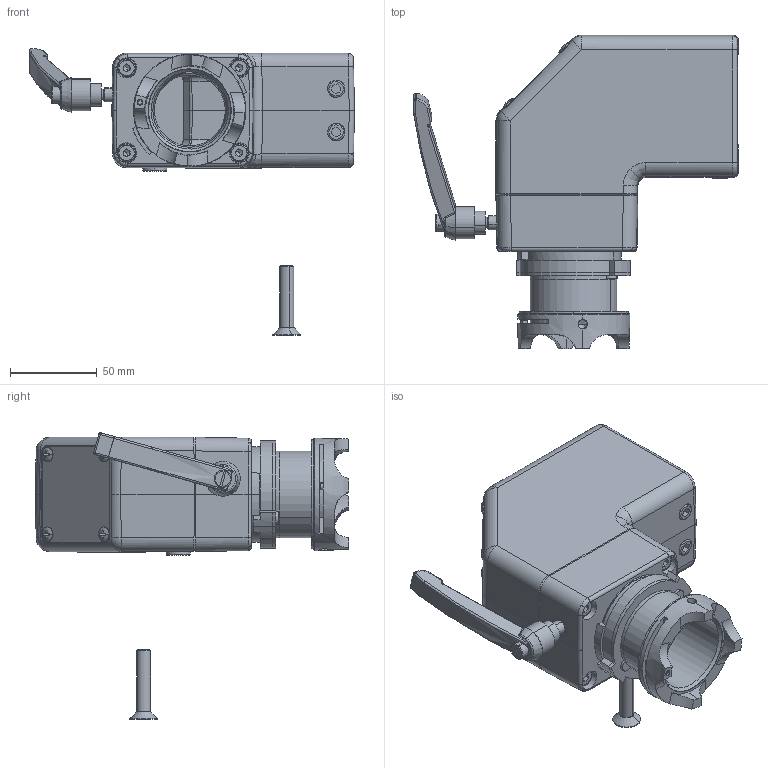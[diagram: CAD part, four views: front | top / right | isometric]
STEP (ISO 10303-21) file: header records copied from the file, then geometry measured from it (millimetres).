
FILE_DESCRIPTION (( 'STEP AP214' ), '1' );
FILE_NAME ('49517500.STEP', '2009-03-25T08:31:29', ( ' ' ), ( '' ), 'SwSTEP 2.0', 'SolidWorks 2008', '' );
FILE_SCHEMA (( 'AUTOMOTIVE_DESIGN' ));
Length unit declared in the file: millimetre
Products named in the file (34): 94689_Standard; 12602_Standard; 94702_Standard; 12545_Standard; GewindebuchseA-M8_DIN16903_Standard; 12601_Standard; 93501_Standard; 83003_Standard; 94553_Standard; 94150_Standard; 92261_Standard; 82311_Standard; 93004_Standard; 94692_Standard; 94151_Standard; 93293_Standard; 12607_Standard; 83048_Standard; 93262_Standard; 82175_Standard; 94153_Standard; 93290_Standard; 94152_Standard; 82069_Standard; 49517500; GewindebuchseC-M6_DIN16903_Standard; 12606_Standard; 93230_Standard; 95203_Standard; 82087_Standard
Assembly tree (49 placements, depth 3):
  49517500
    94152_Standard  x3
    93230_Standard  x4
    93293_Standard
    93004_Standard  x2
    12606_Standard
      GewindebuchseC-M6_DIN16903_Standard  x4
      12606_Standard
    93262_Standard  x4
    94553_Standard
    94150_Standard  x2
    83048_Standard  x4
    94689_Standard
    82087_Standard
    94151_Standard
    82175_Standard
    93501_Standard
    83003_Standard
    82069_Standard
    93290_Standard
    12602_Standard
      94702_Standard
      12602_Standard
    94692_Standard
    95203_Standard
    12601_Standard
      12601_Standard
      GewindebuchseA-M8_DIN16903_Standard
    92261_Standard
    82311_Standard
    12607_Standard
      12607_Standard
    94153_Standard
    12545_Standard
Bounding box: 187.5 x 180.82 x 165.37 mm (x, y, z)
Volume: 606597.7 mm3; surface area: 207179.3 mm2
Topology: 46 solids, 46 shells, 2894 faces, 7377 edges, 4721 vertices
Faces by surface type: plane 1287, bspline 801, cylinder 470, cone 227, torus 85, sphere 24
Entity records: 113971 total; most frequent: CARTESIAN_POINT 55093, ORIENTED_EDGE 12944, DIRECTION 9234, EDGE_CURVE 6472, VERTEX_POINT 4191, VECTOR 3698, LINE 3698, EDGE_LOOP 2779
